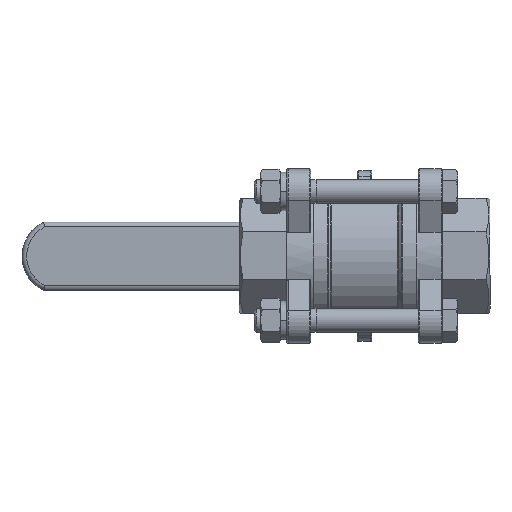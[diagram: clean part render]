
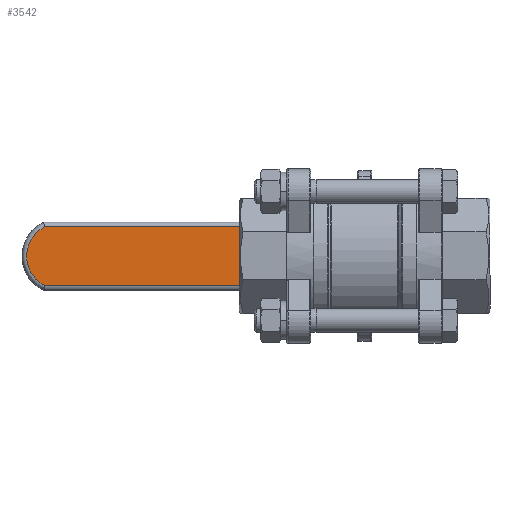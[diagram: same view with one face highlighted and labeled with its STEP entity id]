
A CAD part, top view. The second image highlights one B-rep face of the part: STEP entity #3542.
In plain terms, the highlighted face is planar.
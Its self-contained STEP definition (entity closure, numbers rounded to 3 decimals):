
#3542=ADVANCED_FACE('',(#7202),#7203,.F.);
#7202=FACE_OUTER_BOUND('',#17130,.T.);
#7203=PLANE('',#17131);
#17130=EDGE_LOOP('',(#35382,#35383,#35384,#35385));
#17131=AXIS2_PLACEMENT_3D('',#35386,#35387,#35388);
#35382=ORIENTED_EDGE('',*,*,#42002,.F.);
#35383=ORIENTED_EDGE('',*,*,#42003,.F.);
#35384=ORIENTED_EDGE('',*,*,#42004,.T.);
#35385=ORIENTED_EDGE('',*,*,#42005,.F.);
#35386=CARTESIAN_POINT('',(-52.0,-70.4,14.3));
#35387=DIRECTION('',(0.0,-1.0,0.0));
#35388=DIRECTION('',(0.0,0.0,-1.0));
#42002=EDGE_CURVE('',#47859,#47860,#47861,.T.);
#42003=EDGE_CURVE('',#47862,#47859,#47863,.T.);
#42004=EDGE_CURVE('',#47862,#47864,#47865,.T.);
#42005=EDGE_CURVE('',#47860,#47864,#47866,.T.);
#47859=VERTEX_POINT('',#57186);
#47860=VERTEX_POINT('',#57187);
#47861=CIRCLE('',#57188,13.8);
#47862=VERTEX_POINT('',#57189);
#47863=LINE('',#57190,#57191);
#47864=VERTEX_POINT('',#57192);
#47865=LINE('',#57193,#57194);
#47866=LINE('',#57195,#57196);
#57186=CARTESIAN_POINT('',(-134.257,-70.4,12.3));
#57187=CARTESIAN_POINT('',(-134.257,-70.4,-12.3));
#57188=AXIS2_PLACEMENT_3D('',#86405,#86406,#86407);
#57189=CARTESIAN_POINT('',(-52.0,-70.4,12.3));
#57190=CARTESIAN_POINT('',(-38.5,-70.4,12.3));
#57191=VECTOR('',#86408,1.0);
#57192=CARTESIAN_POINT('',(-52.0,-70.4,-12.3));
#57193=CARTESIAN_POINT('',(-52.0,-70.4,14.3));
#57194=VECTOR('',#86409,1.0);
#57195=CARTESIAN_POINT('',(-38.5,-70.4,-12.3));
#57196=VECTOR('',#86410,1.0);
#86405=CARTESIAN_POINT('',(-128.0,-70.4,0.));
#86406=DIRECTION('',(0.0,-1.0,-0.0));
#86407=DIRECTION('',(-0.993,0.0,-0.119));
#86408=DIRECTION('',(-1.0,0.0,0.0));
#86409=DIRECTION('',(0.0,0.0,-1.0));
#86410=DIRECTION('',(1.0,0.0,0.0));
